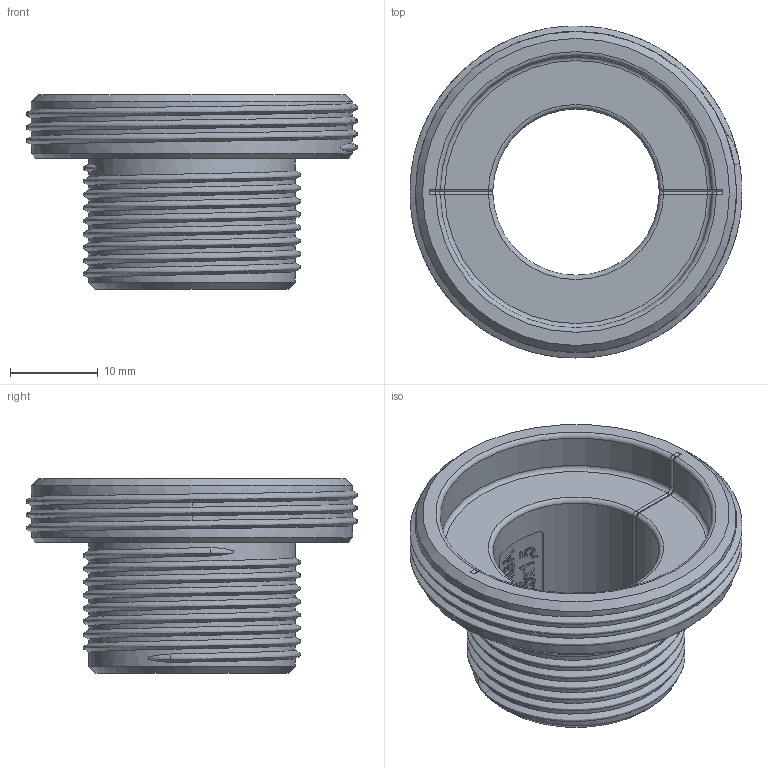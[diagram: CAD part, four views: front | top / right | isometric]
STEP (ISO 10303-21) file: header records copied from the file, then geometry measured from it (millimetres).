
FILE_DESCRIPTION(/* description */ (''),/* implementation_level */ '2;1');
FILE_NAME(/* name */ '28772.4_KDS-RGA_M25.stp',/* time_stamp */ '2020-02-26T15:57:39+01:00',/* author */ (''),/* organization */ (''),/* preprocessor_version */ 'ST-DEVELOPER v16.7',/* originating_system */ 'SIEMENS PLM Software NX 12.0',/* authorisation */ '');
FILE_SCHEMA (('AUTOMOTIVE_DESIGN { 1 0 10303 214 3 1 1 1 }'));
Length unit declared in the file: millimetre
Products named in the file (1): 28772.4_KDS-RGA_M25
Bounding box: 37.73 x 37.73 x 22.1 mm (x, y, z)
Volume: 5815.5 mm3; surface area: 5522.1 mm2
Topology: 1 solids, 1 shells, 409 faces, 1062 edges, 691 vertices
Faces by surface type: plane 210, cylinder 83, extrusion 82, bspline 18, torus 8, cone 4, revolution 4
Full cylindrical faces by diameter (mm): 23.5 x8, 36.5 x3
Entity records: 29204 total; most frequent: CARTESIAN_POINT 19670, ORIENTED_EDGE 2044, DIRECTION 1800, EDGE_CURVE 1022, VERTEX_POINT 668, AXIS2_PLACEMENT_3D 620, VECTOR 556, LINE 474
